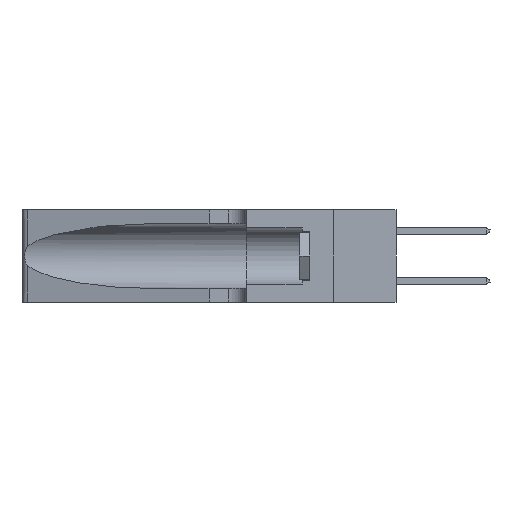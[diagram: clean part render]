
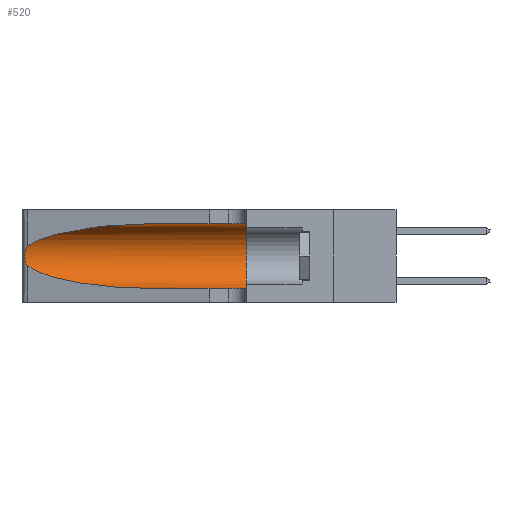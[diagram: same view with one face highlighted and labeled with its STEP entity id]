
A CAD part, left-side view. The second image highlights one B-rep face of the part: STEP entity #520.
In plain terms, the highlighted cylindrical face has radius 3.308 mm (diameter 6.617 mm), a partial arc.
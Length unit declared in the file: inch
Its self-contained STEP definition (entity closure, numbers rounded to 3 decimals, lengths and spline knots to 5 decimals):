
#2 = ORIENTED_EDGE ( 'NONE', *, *, #7402, .T. ) ;
#520 = ADVANCED_FACE ( 'NONE', ( #2114 ), #1545, .F. ) ;
#1138 = EDGE_CURVE ( 'NONE', #12498, #19688, #21427, .T. ) ;
#1230 = LINE ( 'NONE', #20126, #4905 ) ;
#1393 = CARTESIAN_POINT ( 'NONE',  ( 0.26075, 1.23896, 0.178 ) ) ;
#1545 = CYLINDRICAL_SURFACE ( 'NONE', #3522, 0.13025 ) ;
#1727 = CARTESIAN_POINT ( 'NONE',  ( 0.1305, 0.72297, 0.31525 ) ) ;
#1778 = VECTOR ( 'NONE', #4024, 39.37008 ) ;
#1974 = DIRECTION ( 'NONE',  ( 0., 0., -1. ) ) ;
#2060 = CARTESIAN_POINT ( 'NONE',  ( 0.1305, 0.35, 0.05475 ) ) ;
#2114 = FACE_OUTER_BOUND ( 'NONE', #19036, .T. ) ;
#2122 = ORIENTED_EDGE ( 'NONE', *, *, #19062, .F. ) ;
#3219 = CARTESIAN_POINT ( 'NONE',  ( 0.25856, 1.23593, 0.16098 ) ) ;
#3384 = ORIENTED_EDGE ( 'NONE', *, *, #6329, .T. ) ;
#3522 = AXIS2_PLACEMENT_3D ( 'NONE', #22699, #22678, #1974 ) ;
#3639 = ORIENTED_EDGE ( 'NONE', *, *, #9946, .F. ) ;
#4024 = DIRECTION ( 'NONE',  ( 0., -1., 0. ) ) ;
#4905 = VECTOR ( 'NONE', #13235, 39.37008 ) ;
#5031 = CARTESIAN_POINT ( 'NONE',  ( 0.25639, 1.23186, 0.15144 ) ) ;
#5931 = CARTESIAN_POINT ( 'NONE',  ( 0.1305, 0.72297, 0.05475 ) ) ;
#6329 = EDGE_CURVE ( 'NONE', #17363, #13980, #18425, .T. ) ;
#6793 = CARTESIAN_POINT ( 'NONE',  ( 0.25487, 1.22718, 0.14631 ) ) ;
#7402 = EDGE_CURVE ( 'NONE', #13980, #19366, #1230, .T. ) ;
#8286 = VERTEX_POINT ( 'NONE', #17240 ) ;
#8290 = CARTESIAN_POINT ( 'NONE',  ( 0.25487, 1.22718, 0.14631 ) ) ;
#8432 = CARTESIAN_POINT ( 'NONE',  ( 0.25487, 1.22718, 0.22369 ) ) ;
#8439 = EDGE_CURVE ( 'NONE', #19688, #17363, #17244, .T. ) ;
#8481 = DIRECTION ( 'NONE',  ( 0., 1., 0. ) ) ;
#8511 = CARTESIAN_POINT ( 'NONE',  ( 0.25639, 1.23184, 0.21858 ) ) ;
#9946 = EDGE_CURVE ( 'NONE', #12498, #8286, #12416, .T. ) ;
#10057 = CARTESIAN_POINT ( 'NONE',  ( 0.18966, 0.96281, 0.05475 ) ) ;
#10285 = CARTESIAN_POINT ( 'NONE',  ( 0.25854, 1.2359, 0.20912 ) ) ;
#12102 = CARTESIAN_POINT ( 'NONE',  ( 0.26075, 1.23896, 0.19203 ) ) ;
#12176 = CARTESIAN_POINT ( 'NONE',  ( 0.25487, 1.22718, 0.22369 ) ) ;
#12236 = ORIENTED_EDGE ( 'NONE', *, *, #8439, .T. ) ;
#12416 = LINE ( 'NONE', #16315, #1778 ) ;
#12498 = VERTEX_POINT ( 'NONE', #1727 ) ;
#12788 = ORIENTED_EDGE ( 'NONE', *, *, #1138, .T. ) ;
#12954 = CARTESIAN_POINT ( 'NONE',  ( 0.18966, 0.96281, 0.31525 ) ) ;
#13235 = DIRECTION ( 'NONE',  ( 0., -1., 0. ) ) ;
#13650 = CARTESIAN_POINT ( 'NONE',  ( 0.1305, 0.72297, 0.05475 ) ) ;
#13852 = CARTESIAN_POINT ( 'NONE',  ( 0.26017, 1.23833, 0.17102 ) ) ;
#13980 = VERTEX_POINT ( 'NONE', #5931 ) ;
#14113 = CARTESIAN_POINT ( 'NONE',  ( 0.1305, 0.72297, 0.31525 ) ) ;
#15345 = CARTESIAN_POINT ( 'NONE',  ( 0.2373, 1.15595, 0.28018 ) ) ;
#15395 = CARTESIAN_POINT ( 'NONE',  ( 0.25487, 1.22718, 0.22369 ) ) ;
#15609 = CARTESIAN_POINT ( 'NONE',  ( 0.25789, 1.23486, 0.15765 ) ) ;
#16315 = CARTESIAN_POINT ( 'NONE',  ( 0.1305, 1.61858, 0.31525 ) ) ;
#17079 = CARTESIAN_POINT ( 'NONE',  ( 0.2373, 1.15595, 0.08982 ) ) ;
#17102 = AXIS2_PLACEMENT_3D ( 'NONE', #18987, #8481, #20717 ) ;
#17240 = CARTESIAN_POINT ( 'NONE',  ( 0.1305, 0.35, 0.31525 ) ) ;
#17244 = B_SPLINE_CURVE_WITH_KNOTS ( 'NONE', 3,
 ( #8432, #19018, #8511, #20747, #10285, #22455, #12102, #1393, #13852, #3219, #15609, #5031, #17367, #6793 ),
 .UNSPECIFIED., .F., .F.,
 ( 4, 2, 2, 2, 2, 2, 4 ),
 ( 0., 0.00027, 0.00053, 0.00107, 0.0016, 0.00187, 0.00214 ),
 .UNSPECIFIED. ) ;
#17363 = VERTEX_POINT ( 'NONE', #18828 ) ;
#17367 = CARTESIAN_POINT ( 'NONE',  ( 0.25555, 1.22993, 0.14849 ) ) ;
#18425 =( BOUNDED_CURVE ( )  B_SPLINE_CURVE ( 3, ( #8290, #17079, #10057, #13650 ),
 .UNSPECIFIED., .F., .F. ) 
 B_SPLINE_CURVE_WITH_KNOTS ( ( 4, 4 ),
 ( 3.44316, 4.71239 ),
 .UNSPECIFIED. ) 
 CURVE ( )  GEOMETRIC_REPRESENTATION_ITEM ( )  RATIONAL_B_SPLINE_CURVE ( ( 1., 0.87, 0.87, 1. ) ) 
 REPRESENTATION_ITEM ( '' )  );
#18828 = CARTESIAN_POINT ( 'NONE',  ( 0.25487, 1.22718, 0.14631 ) ) ;
#18987 = CARTESIAN_POINT ( 'NONE',  ( 0.1305, 0.35, 0.185 ) ) ;
#19018 = CARTESIAN_POINT ( 'NONE',  ( 0.25555, 1.22994, 0.2215 ) ) ;
#19036 = EDGE_LOOP ( 'NONE', ( #12788, #12236, #3384, #2, #2122, #3639 ) ) ;
#19062 = EDGE_CURVE ( 'NONE', #8286, #19366, #21474, .T. ) ;
#19366 = VERTEX_POINT ( 'NONE', #2060 ) ;
#19688 = VERTEX_POINT ( 'NONE', #15395 ) ;
#20126 = CARTESIAN_POINT ( 'NONE',  ( 0.1305, 1.61858, 0.05475 ) ) ;
#20717 = DIRECTION ( 'NONE',  ( 0., 0., 1. ) ) ;
#20747 = CARTESIAN_POINT ( 'NONE',  ( 0.25787, 1.23484, 0.2124 ) ) ;
#21427 =( BOUNDED_CURVE ( )  B_SPLINE_CURVE ( 3, ( #14113, #12954, #15345, #12176 ),
 .UNSPECIFIED., .F., .T. ) 
 B_SPLINE_CURVE_WITH_KNOTS ( ( 4, 4 ),
 ( 1.5708, 2.84003 ),
 .UNSPECIFIED. ) 
 CURVE ( )  GEOMETRIC_REPRESENTATION_ITEM ( )  RATIONAL_B_SPLINE_CURVE ( ( 1., 0.87, 0.87, 1. ) ) 
 REPRESENTATION_ITEM ( '' )  );
#21474 = CIRCLE ( 'NONE', #17102, 0.13025 ) ;
#22455 = CARTESIAN_POINT ( 'NONE',  ( 0.26018, 1.23835, 0.19895 ) ) ;
#22678 = DIRECTION ( 'NONE',  ( 0., -1., 0. ) ) ;
#22699 = CARTESIAN_POINT ( 'NONE',  ( 0.1305, 1.61858, 0.185 ) ) ;
